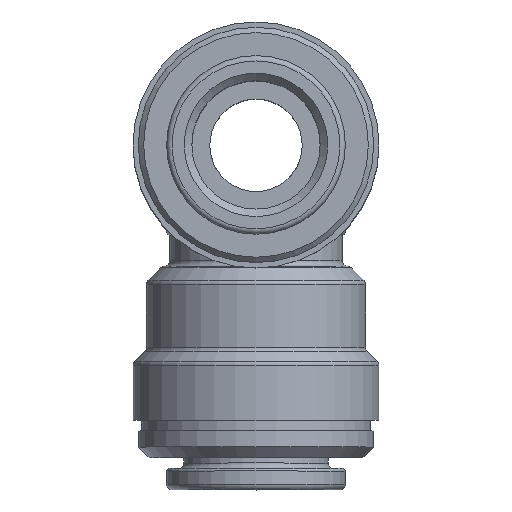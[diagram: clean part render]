
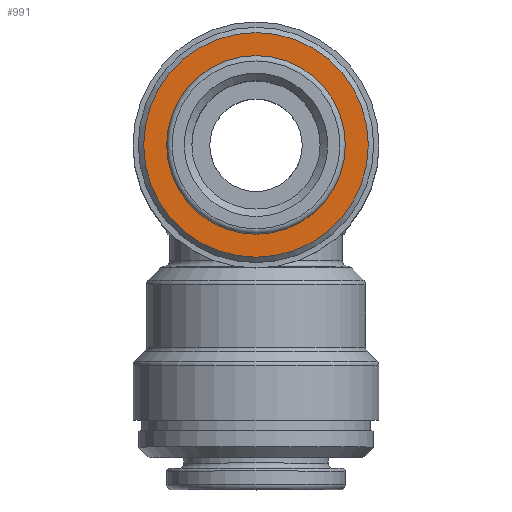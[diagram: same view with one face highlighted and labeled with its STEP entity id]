
A CAD part, top view. The second image highlights one B-rep face of the part: STEP entity #991.
In plain terms, the highlighted planar face has unit normal (0, 0, 1).
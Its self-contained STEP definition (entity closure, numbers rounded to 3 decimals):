
#72=PLANE('',#1145);
#188=ORIENTED_EDGE('',*,*,#342,.F.);
#189=ORIENTED_EDGE('',*,*,#341,.T.);
#341=EDGE_CURVE('',#437,#437,#523,.T.);
#342=EDGE_CURVE('',#438,#438,#524,.T.);
#437=VERTEX_POINT('',#1810);
#438=VERTEX_POINT('',#1813);
#523=CIRCLE('',#1144,10.5);
#524=CIRCLE('',#1146,6.75);
#654=EDGE_LOOP('',(#188));
#655=EDGE_LOOP('',(#189));
#830=FACE_BOUND('',#654,.T.);
#831=FACE_BOUND('',#655,.T.);
#991=ADVANCED_FACE('',(#830,#831),#72,.F.);
#1144=AXIS2_PLACEMENT_3D('',#1809,#1424,#1425);
#1145=AXIS2_PLACEMENT_3D('',#1811,#1426,#1427);
#1146=AXIS2_PLACEMENT_3D('',#1812,#1428,#1429);
#1424=DIRECTION('',(0.,0.,1.));
#1425=DIRECTION('',(1.,0.,0.));
#1426=DIRECTION('',(0.,0.,-1.));
#1427=DIRECTION('',(-1.,0.,0.));
#1428=DIRECTION('',(0.,0.,1.));
#1429=DIRECTION('',(1.,0.,0.));
#1809=CARTESIAN_POINT('',(0.,0.,29.2));
#1810=CARTESIAN_POINT('',(10.5,0.,29.2));
#1811=CARTESIAN_POINT('',(-10.5,0.,29.2));
#1812=CARTESIAN_POINT('',(0.,0.,29.2));
#1813=CARTESIAN_POINT('',(6.75,0.,29.2));
